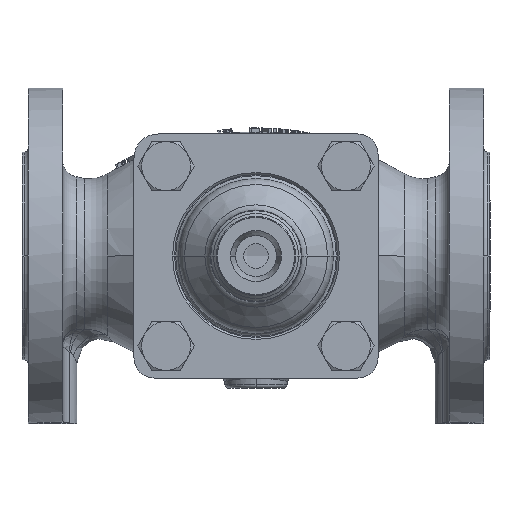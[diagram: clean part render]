
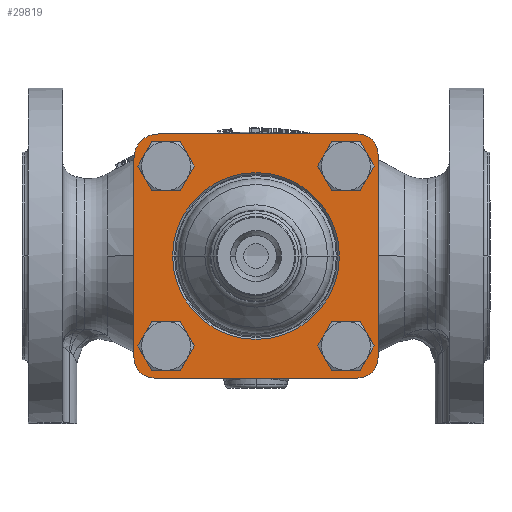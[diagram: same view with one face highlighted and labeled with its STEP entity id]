
A CAD part, front view. The second image highlights one B-rep face of the part: STEP entity #29819.
In plain terms, the highlighted planar face has unit normal (0, -1, 0).
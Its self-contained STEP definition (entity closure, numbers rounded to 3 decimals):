
#29370=CARTESIAN_POINT('',(-48.,0.,48.));
#29371=DIRECTION('',(0.,-1.,0.));
#29372=DIRECTION('',(0.,0.,1.));
#29373=AXIS2_PLACEMENT_3D('',#29370,#29371,#29372);
#29375=DIRECTION('',(1.,0.,0.));
#29376=VECTOR('',#29375,98.);
#29377=CARTESIAN_POINT('',(-48.,0.,60.));
#29378=LINE('',#29377,#29376);
#29379=CARTESIAN_POINT('',(50.,0.,50.));
#29380=DIRECTION('',(0.,-1.,0.));
#29381=DIRECTION('',(1.,0.,0.));
#29382=AXIS2_PLACEMENT_3D('',#29379,#29380,#29381);
#29384=DIRECTION('',(0.,0.,-1.));
#29385=VECTOR('',#29384,100.);
#29386=CARTESIAN_POINT('',(60.,0.,50.));
#29387=LINE('',#29386,#29385);
#29388=CARTESIAN_POINT('',(50.,0.,-50.));
#29389=DIRECTION('',(0.,-1.,0.));
#29390=DIRECTION('',(0.,0.,-1.));
#29391=AXIS2_PLACEMENT_3D('',#29388,#29389,#29390);
#29393=DIRECTION('',(-1.,0.,0.));
#29394=VECTOR('',#29393,100.);
#29395=CARTESIAN_POINT('',(50.,0.,-60.));
#29396=LINE('',#29395,#29394);
#29397=CARTESIAN_POINT('',(-50.,0.,-50.));
#29398=DIRECTION('',(0.,-1.,0.));
#29399=DIRECTION('',(-1.,0.,0.));
#29400=AXIS2_PLACEMENT_3D('',#29397,#29398,#29399);
#29402=DIRECTION('',(0.,0.,1.));
#29403=VECTOR('',#29402,98.);
#29404=CARTESIAN_POINT('',(-60.,0.,-50.));
#29405=LINE('',#29404,#29403);
#29406=CARTESIAN_POINT('',(0.,0.,0.));
#29407=DIRECTION('',(0.,1.,0.));
#29408=DIRECTION('',(1.,0.,0.));
#29409=AXIS2_PLACEMENT_3D('',#29406,#29407,#29408);
#29411=CARTESIAN_POINT('',(0.,0.,
0.));
#29412=DIRECTION('',(0.,1.,0.));
#29413=DIRECTION('',(-1.,0.,0.));
#29414=AXIS2_PLACEMENT_3D('',#29411,#29412,#29413);
#29416=CARTESIAN_POINT('',(-44.194,0.,44.194));
#29417=DIRECTION('',(0.,-1.,0.));
#29418=DIRECTION('',(1.,0.,0.));
#29419=AXIS2_PLACEMENT_3D('',#29416,#29417,#29418);
#29421=CARTESIAN_POINT('',(-44.194,0.,44.194));
#29422=DIRECTION('',(0.,-1.,0.));
#29423=DIRECTION('',(-1.,0.,0.));
#29424=AXIS2_PLACEMENT_3D('',#29421,#29422,#29423);
#29426=CARTESIAN_POINT('',(44.194,0.,44.194));
#29427=DIRECTION('',(0.,-1.,0.));
#29428=DIRECTION('',(1.,0.,0.));
#29429=AXIS2_PLACEMENT_3D('',#29426,#29427,#29428);
#29431=CARTESIAN_POINT('',(44.194,0.,44.194));
#29432=DIRECTION('',(0.,-1.,0.));
#29433=DIRECTION('',(-1.,0.,0.));
#29434=AXIS2_PLACEMENT_3D('',#29431,#29432,#29433);
#29436=CARTESIAN_POINT('',(44.194,0.,-44.194));
#29437=DIRECTION('',(0.,-1.,0.));
#29438=DIRECTION('',(1.,0.,0.));
#29439=AXIS2_PLACEMENT_3D('',#29436,#29437,#29438);
#29441=CARTESIAN_POINT('',(44.194,0.,-44.194));
#29442=DIRECTION('',(0.,-1.,0.));
#29443=DIRECTION('',(-1.,0.,0.));
#29444=AXIS2_PLACEMENT_3D('',#29441,#29442,#29443);
#29446=CARTESIAN_POINT('',(-44.194,0.,-44.194));
#29447=DIRECTION('',(0.,-1.,0.));
#29448=DIRECTION('',(1.,0.,0.));
#29449=AXIS2_PLACEMENT_3D('',#29446,#29447,#29448);
#29451=CARTESIAN_POINT('',(-44.194,0.,-44.194));
#29452=DIRECTION('',(0.,-1.,0.));
#29453=DIRECTION('',(-1.,0.,0.));
#29454=AXIS2_PLACEMENT_3D('',#29451,#29452,#29453);
#29686=CARTESIAN_POINT('',(-48.,0.,60.));
#29687=CARTESIAN_POINT('',(-60.,0.,48.));
#29688=VERTEX_POINT('',#29686);
#29689=VERTEX_POINT('',#29687);
#29694=CARTESIAN_POINT('',(60.,0.,50.));
#29695=CARTESIAN_POINT('',(50.,0.,60.));
#29696=VERTEX_POINT('',#29694);
#29697=VERTEX_POINT('',#29695);
#29702=CARTESIAN_POINT('',(50.,0.,-60.));
#29703=CARTESIAN_POINT('',(60.,0.,-50.));
#29704=VERTEX_POINT('',#29702);
#29705=VERTEX_POINT('',#29703);
#29710=CARTESIAN_POINT('',(-60.,0.,-50.));
#29711=CARTESIAN_POINT('',(-50.,0.,-60.));
#29712=VERTEX_POINT('',#29710);
#29713=VERTEX_POINT('',#29711);
#29726=CARTESIAN_POINT('',(41.,0.,0.));
#29727=CARTESIAN_POINT('',(-41.,0.,0.));
#29728=VERTEX_POINT('',#29726);
#29729=VERTEX_POINT('',#29727);
#29734=CARTESIAN_POINT('',(-35.194,0.,44.194));
#29735=CARTESIAN_POINT('',(-53.194,0.,44.194));
#29736=VERTEX_POINT('',#29734);
#29737=VERTEX_POINT('',#29735);
#29742=CARTESIAN_POINT('',(53.194,0.,44.194));
#29743=CARTESIAN_POINT('',(35.194,0.,44.194));
#29744=VERTEX_POINT('',#29742);
#29745=VERTEX_POINT('',#29743);
#29750=CARTESIAN_POINT('',(53.194,0.,-44.194));
#29751=CARTESIAN_POINT('',(35.194,0.,-44.194));
#29752=VERTEX_POINT('',#29750);
#29753=VERTEX_POINT('',#29751);
#29758=CARTESIAN_POINT('',(-35.194,0.,-44.194));
#29759=CARTESIAN_POINT('',(-53.194,0.,-44.194));
#29760=VERTEX_POINT('',#29758);
#29761=VERTEX_POINT('',#29759);
#29766=CARTESIAN_POINT('',(0.,0.,0.));
#29767=DIRECTION('',(0.,1.,0.));
#29768=DIRECTION('',(1.,0.,0.));
#29769=AXIS2_PLACEMENT_3D('',#29766,#29767,#29768);
#29770=PLANE('',#29769);
#29772=ORIENTED_EDGE('',*,*,#29771,.F.);
#29774=ORIENTED_EDGE('',*,*,#29773,.T.);
#29776=ORIENTED_EDGE('',*,*,#29775,.F.);
#29778=ORIENTED_EDGE('',*,*,#29777,.T.);
#29780=ORIENTED_EDGE('',*,*,#29779,.F.);
#29782=ORIENTED_EDGE('',*,*,#29781,.T.);
#29784=ORIENTED_EDGE('',*,*,#29783,.F.);
#29786=ORIENTED_EDGE('',*,*,#29785,.T.);
#29787=EDGE_LOOP('',(#29772,#29774,#29776,#29778,#29780,#29782,#29784,#29786));
#29788=FACE_OUTER_BOUND('',#29787,.F.);
#29790=ORIENTED_EDGE('',*,*,#29789,.F.);
#29792=ORIENTED_EDGE('',*,*,#29791,.F.);
#29793=EDGE_LOOP('',(#29790,#29792));
#29794=FACE_BOUND('',#29793,.F.);
#29796=ORIENTED_EDGE('',*,*,#29795,.T.);
#29798=ORIENTED_EDGE('',*,*,#29797,.T.);
#29799=EDGE_LOOP('',(#29796,#29798));
#29800=FACE_BOUND('',#29799,.F.);
#29802=ORIENTED_EDGE('',*,*,#29801,.T.);
#29804=ORIENTED_EDGE('',*,*,#29803,.T.);
#29805=EDGE_LOOP('',(#29802,#29804));
#29806=FACE_BOUND('',#29805,.F.);
#29808=ORIENTED_EDGE('',*,*,#29807,.T.);
#29810=ORIENTED_EDGE('',*,*,#29809,.T.);
#29811=EDGE_LOOP('',(#29808,#29810));
#29812=FACE_BOUND('',#29811,.F.);
#29814=ORIENTED_EDGE('',*,*,#29813,.T.);
#29816=ORIENTED_EDGE('',*,*,#29815,.T.);
#29817=EDGE_LOOP('',(#29814,#29816));
#29818=FACE_BOUND('',#29817,.F.);
#29819=ADVANCED_FACE('',(#29788,#29794,#29800,#29806,#29812,#29818),#29770,.F.);
#29374=CIRCLE('',#29373,12.);
#29383=CIRCLE('',#29382,10.);
#29392=CIRCLE('',#29391,10.);
#29401=CIRCLE('',#29400,10.);
#29410=CIRCLE('',#29409,41.);
#29415=CIRCLE('',#29414,41.);
#29420=CIRCLE('',#29419,9.);
#29425=CIRCLE('',#29424,9.);
#29430=CIRCLE('',#29429,9.);
#29435=CIRCLE('',#29434,9.);
#29440=CIRCLE('',#29439,9.);
#29445=CIRCLE('',#29444,9.);
#29450=CIRCLE('',#29449,9.);
#29455=CIRCLE('',#29454,9.);
#29771=EDGE_CURVE('',#29688,#29689,#29374,.T.);
#29773=EDGE_CURVE('',#29688,#29697,#29378,.T.);
#29775=EDGE_CURVE('',#29696,#29697,#29383,.T.);
#29777=EDGE_CURVE('',#29696,#29705,#29387,.T.);
#29779=EDGE_CURVE('',#29704,#29705,#29392,.T.);
#29781=EDGE_CURVE('',#29704,#29713,#29396,.T.);
#29783=EDGE_CURVE('',#29712,#29713,#29401,.T.);
#29785=EDGE_CURVE('',#29712,#29689,#29405,.T.);
#29789=EDGE_CURVE('',#29728,#29729,#29410,.T.);
#29791=EDGE_CURVE('',#29729,#29728,#29415,.T.);
#29795=EDGE_CURVE('',#29736,#29737,#29420,.T.);
#29797=EDGE_CURVE('',#29737,#29736,#29425,.T.);
#29801=EDGE_CURVE('',#29744,#29745,#29430,.T.);
#29803=EDGE_CURVE('',#29745,#29744,#29435,.T.);
#29807=EDGE_CURVE('',#29752,#29753,#29440,.T.);
#29809=EDGE_CURVE('',#29753,#29752,#29445,.T.);
#29813=EDGE_CURVE('',#29760,#29761,#29450,.T.);
#29815=EDGE_CURVE('',#29761,#29760,#29455,.T.);
